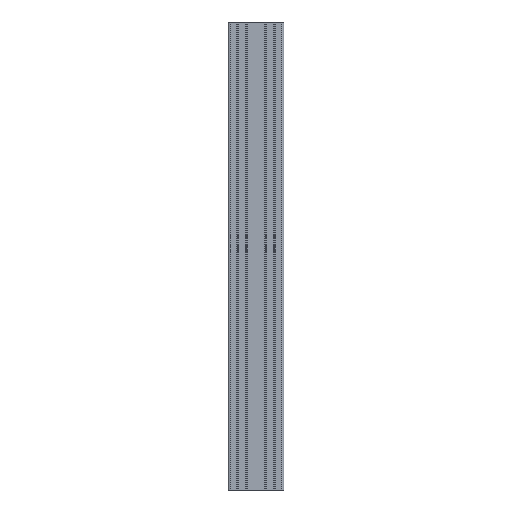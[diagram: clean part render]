
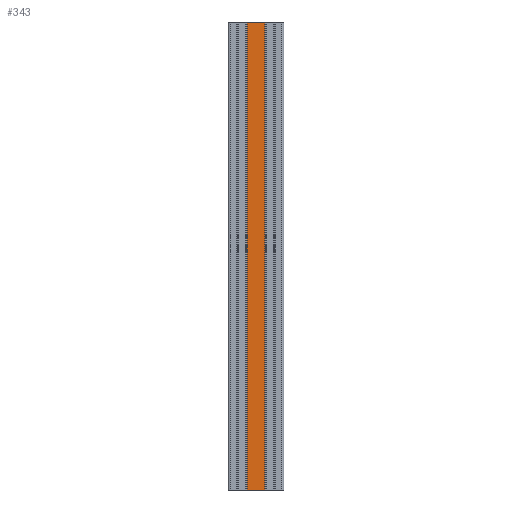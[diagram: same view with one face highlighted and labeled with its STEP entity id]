
A CAD part, front view. The second image highlights one B-rep face of the part: STEP entity #343.
In plain terms, the highlighted planar face has unit normal (0, -1, 0).
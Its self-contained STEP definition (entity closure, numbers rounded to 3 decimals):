
#33 = EDGE_CURVE ( 'NONE', #5027, #2640, #2730, .T. ) ;
#343 = ADVANCED_FACE ( 'NONE', ( #3915 ), #2162, .F. ) ;
#345 = CARTESIAN_POINT ( 'NONE',  ( -6.1, -10., -167.5 ) ) ;
#901 = CARTESIAN_POINT ( 'NONE',  ( 6.1, -10., 167.5 ) ) ;
#913 = EDGE_CURVE ( 'NONE', #4964, #2640, #4633, .T. ) ;
#990 = DIRECTION ( 'NONE',  ( 0., 0., 1. ) ) ;
#1011 = CARTESIAN_POINT ( 'NONE',  ( 6.1, -10., -167.5 ) ) ;
#1228 = DIRECTION ( 'NONE',  ( 1., 0., 0. ) ) ;
#1310 = EDGE_CURVE ( 'NONE', #4964, #4445, #5584, .T. ) ;
#1399 = DIRECTION ( 'NONE',  ( 0., 0., 1. ) ) ;
#1575 = CARTESIAN_POINT ( 'NONE',  ( -6.4, -10., 167.5 ) ) ;
#1663 = VECTOR ( 'NONE', #1399, 1000. ) ;
#1725 = DIRECTION ( 'NONE',  ( 1., 0., 0. ) ) ;
#2162 = PLANE ( 'NONE',  #2274 ) ;
#2240 = DIRECTION ( 'NONE',  ( 0., 1., 0. ) ) ;
#2274 = AXIS2_PLACEMENT_3D ( 'NONE', #4475, #2240, #990 ) ;
#2305 = CARTESIAN_POINT ( 'NONE',  ( 6.1, -10., 167.5 ) ) ;
#2381 = ORIENTED_EDGE ( 'NONE', *, *, #913, .F. ) ;
#2640 = VERTEX_POINT ( 'NONE', #901 ) ;
#2730 = LINE ( 'NONE', #2305, #1663 ) ;
#2953 = ORIENTED_EDGE ( 'NONE', *, *, #1310, .T. ) ;
#3223 = CARTESIAN_POINT ( 'NONE',  ( -6.1, -10., 167.5 ) ) ;
#3307 = EDGE_CURVE ( 'NONE', #4445, #5027, #3851, .T. ) ;
#3313 = ORIENTED_EDGE ( 'NONE', *, *, #33, .T. ) ;
#3701 = ORIENTED_EDGE ( 'NONE', *, *, #3307, .T. ) ;
#3851 = LINE ( 'NONE', #5615, #5418 ) ;
#3915 = FACE_OUTER_BOUND ( 'NONE', #5113, .T. ) ;
#4347 = CARTESIAN_POINT ( 'NONE',  ( -6.1, -10., 167.5 ) ) ;
#4445 = VERTEX_POINT ( 'NONE', #345 ) ;
#4475 = CARTESIAN_POINT ( 'NONE',  ( -6.4, -10., 167.5 ) ) ;
#4633 = LINE ( 'NONE', #1575, #4902 ) ;
#4830 = VECTOR ( 'NONE', #5605, 1000. ) ;
#4902 = VECTOR ( 'NONE', #1228, 1000. ) ;
#4964 = VERTEX_POINT ( 'NONE', #3223 ) ;
#5027 = VERTEX_POINT ( 'NONE', #1011 ) ;
#5113 = EDGE_LOOP ( 'NONE', ( #2381, #2953, #3701, #3313 ) ) ;
#5418 = VECTOR ( 'NONE', #1725, 1000. ) ;
#5584 = LINE ( 'NONE', #4347, #4830 ) ;
#5605 = DIRECTION ( 'NONE',  ( 0., 0., -1. ) ) ;
#5615 = CARTESIAN_POINT ( 'NONE',  ( -6.4, -10., -167.5 ) ) ;
